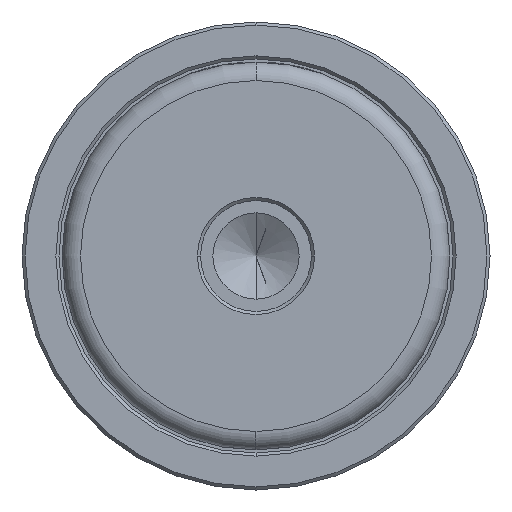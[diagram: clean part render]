
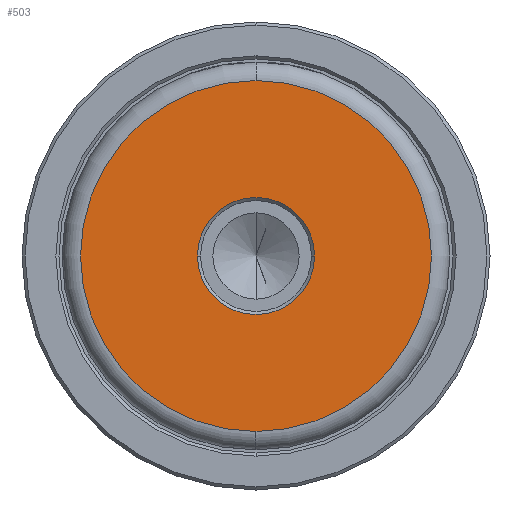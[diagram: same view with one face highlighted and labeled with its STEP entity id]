
A CAD part, left-side view. The second image highlights one B-rep face of the part: STEP entity #503.
In plain terms, the highlighted planar face has unit normal (-1, 0, 0).
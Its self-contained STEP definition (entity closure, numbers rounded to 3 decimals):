
#131 = CARTESIAN_POINT ( 'NONE',  ( 0., -9.5, 0. ) ) ;
#143 = CARTESIAN_POINT ( 'NONE',  ( 0., 0., -28.497 ) ) ;
#158 = DIRECTION ( 'NONE',  ( 0., 0., 1. ) ) ;
#296 = VERTEX_POINT ( 'NONE', #1620 ) ;
#374 = CARTESIAN_POINT ( 'NONE',  ( 0., 0., 0. ) ) ;
#396 = CARTESIAN_POINT ( 'NONE',  ( 0., 9.5, 0. ) ) ;
#503 = ADVANCED_FACE ( 'NONE', ( #2428, #2279 ), #925, .T. ) ;
#542 = EDGE_CURVE ( 'NONE', #296, #2611, #2226, .T. ) ;
#575 = DIRECTION ( 'NONE',  ( 0., 0., 1. ) ) ;
#731 = DIRECTION ( 'NONE',  ( -1., 0., 0. ) ) ;
#733 = DIRECTION ( 'NONE',  ( 1., 0., 0. ) ) ;
#743 = CARTESIAN_POINT ( 'NONE',  ( 0., 0., 0. ) ) ;
#775 = AXIS2_PLACEMENT_3D ( 'NONE', #1137, #731, #1338 ) ;
#806 = ORIENTED_EDGE ( 'NONE', *, *, #2639, .T. ) ;
#833 = ORIENTED_EDGE ( 'NONE', *, *, #1267, .T. ) ;
#925 = PLANE ( 'NONE',  #775 ) ;
#945 = DIRECTION ( 'NONE',  ( 0., 0., 1. ) ) ;
#961 = EDGE_LOOP ( 'NONE', ( #833, #2549 ) ) ;
#1137 = CARTESIAN_POINT ( 'NONE',  ( 0., 0., 0. ) ) ;
#1184 = AXIS2_PLACEMENT_3D ( 'NONE', #2609, #1359, #158 ) ;
#1185 = ORIENTED_EDGE ( 'NONE', *, *, #542, .T. ) ;
#1267 = EDGE_CURVE ( 'NONE', #1429, #1415, #1352, .T. ) ;
#1338 = DIRECTION ( 'NONE',  ( 0., 0., 1. ) ) ;
#1352 = CIRCLE ( 'NONE', #1632, 9.5 ) ;
#1359 = DIRECTION ( 'NONE',  ( -1., 0., 0. ) ) ;
#1415 = VERTEX_POINT ( 'NONE', #396 ) ;
#1429 = VERTEX_POINT ( 'NONE', #131 ) ;
#1527 = EDGE_CURVE ( 'NONE', #1415, #1429, #2432, .T. ) ;
#1620 = CARTESIAN_POINT ( 'NONE',  ( 0., 0., 28.497 ) ) ;
#1632 = AXIS2_PLACEMENT_3D ( 'NONE', #1969, #733, #2175 ) ;
#1790 = DIRECTION ( 'NONE',  ( 1., 0., 0. ) ) ;
#1869 = AXIS2_PLACEMENT_3D ( 'NONE', #374, #1790, #575 ) ;
#1933 = EDGE_LOOP ( 'NONE', ( #1185, #806 ) ) ;
#1969 = CARTESIAN_POINT ( 'NONE',  ( 0., 0., 0. ) ) ;
#2175 = DIRECTION ( 'NONE',  ( 0., 0., 1. ) ) ;
#2188 = DIRECTION ( 'NONE',  ( -1., 0., 0. ) ) ;
#2201 = AXIS2_PLACEMENT_3D ( 'NONE', #743, #2188, #945 ) ;
#2226 = CIRCLE ( 'NONE', #1184, 28.497 ) ;
#2279 = FACE_OUTER_BOUND ( 'NONE', #1933, .T. ) ;
#2368 = CIRCLE ( 'NONE', #2201, 28.497 ) ;
#2428 = FACE_BOUND ( 'NONE', #961, .T. ) ;
#2432 = CIRCLE ( 'NONE', #1869, 9.5 ) ;
#2549 = ORIENTED_EDGE ( 'NONE', *, *, #1527, .T. ) ;
#2609 = CARTESIAN_POINT ( 'NONE',  ( 0., 0., 0. ) ) ;
#2611 = VERTEX_POINT ( 'NONE', #143 ) ;
#2639 = EDGE_CURVE ( 'NONE', #2611, #296, #2368, .T. ) ;
